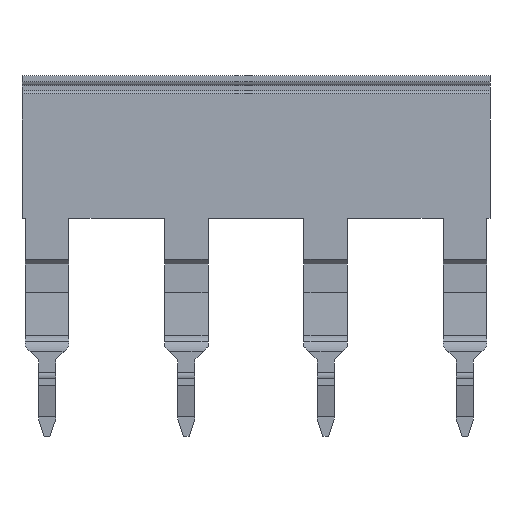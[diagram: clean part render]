
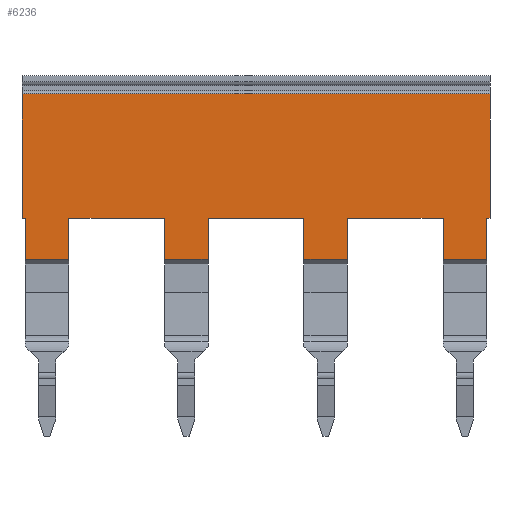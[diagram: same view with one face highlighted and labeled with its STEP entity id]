
A CAD part, front view. The second image highlights one B-rep face of the part: STEP entity #6236.
In plain terms, the highlighted planar face has unit normal (0, -1, 0).
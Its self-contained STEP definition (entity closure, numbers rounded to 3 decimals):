
#6095=AXIS2_PLACEMENT_3D('Plane Axis2P3D',#6092,#6093,#6094) ;
#5587=CARTESIAN_POINT('Vertex',(41.,0.4,30.)) ;
#5590=CARTESIAN_POINT('Line Origine',(41.,0.4,24.55)) ;
#5594=CARTESIAN_POINT('Vertex',(41.,0.4,19.1)) ;
#5656=CARTESIAN_POINT('Vertex',(0.,0.4,19.1)) ;
#5659=CARTESIAN_POINT('Line Origine',(0.,0.4,24.55)) ;
#5663=CARTESIAN_POINT('Vertex',(0.,0.4,30.)) ;
#6080=CARTESIAN_POINT('Line Origine',(20.5,0.4,30.)) ;
#6092=CARTESIAN_POINT('Axis2P3D Location',(0.,0.4,15.5)) ;
#6097=CARTESIAN_POINT('Line Origine',(28.5,0.4,17.3)) ;
#6101=CARTESIAN_POINT('Vertex',(28.5,0.4,15.5)) ;
#6103=CARTESIAN_POINT('Vertex',(28.5,0.4,19.1)) ;
#6106=CARTESIAN_POINT('Line Origine',(32.7,0.4,19.1)) ;
#6110=CARTESIAN_POINT('Vertex',(36.9,0.4,19.1)) ;
#6113=CARTESIAN_POINT('Line Origine',(36.9,0.4,17.3)) ;
#6117=CARTESIAN_POINT('Vertex',(36.9,0.4,15.5)) ;
#6120=CARTESIAN_POINT('Line Origine',(38.8,0.4,15.5)) ;
#6124=CARTESIAN_POINT('Vertex',(40.7,0.4,15.5)) ;
#6127=CARTESIAN_POINT('Line Origine',(40.7,0.4,17.3)) ;
#6131=CARTESIAN_POINT('Vertex',(40.7,0.4,19.1)) ;
#6134=CARTESIAN_POINT('Line Origine',(40.85,0.4,19.1)) ;
#6139=CARTESIAN_POINT('Line Origine',(0.15,0.4,19.1)) ;
#6143=CARTESIAN_POINT('Vertex',(0.3,0.4,19.1)) ;
#6146=CARTESIAN_POINT('Line Origine',(0.3,0.4,17.3)) ;
#6150=CARTESIAN_POINT('Vertex',(0.3,0.4,15.5)) ;
#6153=CARTESIAN_POINT('Line Origine',(2.2,0.4,15.5)) ;
#6157=CARTESIAN_POINT('Vertex',(4.1,0.4,15.5)) ;
#6160=CARTESIAN_POINT('Line Origine',(4.1,0.4,17.3)) ;
#6164=CARTESIAN_POINT('Vertex',(4.1,0.4,19.1)) ;
#6167=CARTESIAN_POINT('Line Origine',(8.3,0.4,19.1)) ;
#6171=CARTESIAN_POINT('Vertex',(12.5,0.4,19.1)) ;
#6174=CARTESIAN_POINT('Line Origine',(12.5,0.4,17.3)) ;
#6178=CARTESIAN_POINT('Vertex',(12.5,0.4,15.5)) ;
#6181=CARTESIAN_POINT('Line Origine',(14.4,0.4,15.5)) ;
#6185=CARTESIAN_POINT('Vertex',(16.3,0.4,15.5)) ;
#6188=CARTESIAN_POINT('Line Origine',(16.3,0.4,17.3)) ;
#6192=CARTESIAN_POINT('Vertex',(16.3,0.4,19.1)) ;
#6195=CARTESIAN_POINT('Line Origine',(20.5,0.4,19.1)) ;
#6199=CARTESIAN_POINT('Vertex',(24.7,0.4,19.1)) ;
#6202=CARTESIAN_POINT('Line Origine',(24.7,0.4,17.3)) ;
#6206=CARTESIAN_POINT('Vertex',(24.7,0.4,15.5)) ;
#6209=CARTESIAN_POINT('Line Origine',(26.6,0.4,15.5)) ;
#5591=DIRECTION('Vector Direction',(0.,0.,1.)) ;
#5660=DIRECTION('Vector Direction',(0.,0.,1.)) ;
#6081=DIRECTION('Vector Direction',(1.,0.,0.)) ;
#6093=DIRECTION('Axis2P3D Direction',(0.,1.,0.)) ;
#6094=DIRECTION('Axis2P3D XDirection',(0.,0.,1.)) ;
#6098=DIRECTION('Vector Direction',(0.,0.,1.)) ;
#6107=DIRECTION('Vector Direction',(-1.,0.,0.)) ;
#6114=DIRECTION('Vector Direction',(0.,0.,1.)) ;
#6121=DIRECTION('Vector Direction',(1.,0.,0.)) ;
#6128=DIRECTION('Vector Direction',(0.,0.,1.)) ;
#6135=DIRECTION('Vector Direction',(-1.,0.,0.)) ;
#6140=DIRECTION('Vector Direction',(-1.,0.,0.)) ;
#6147=DIRECTION('Vector Direction',(0.,0.,1.)) ;
#6154=DIRECTION('Vector Direction',(1.,0.,0.)) ;
#6161=DIRECTION('Vector Direction',(0.,0.,1.)) ;
#6168=DIRECTION('Vector Direction',(-1.,0.,0.)) ;
#6175=DIRECTION('Vector Direction',(0.,0.,1.)) ;
#6182=DIRECTION('Vector Direction',(1.,0.,0.)) ;
#6189=DIRECTION('Vector Direction',(0.,0.,1.)) ;
#6196=DIRECTION('Vector Direction',(-1.,0.,0.)) ;
#6203=DIRECTION('Vector Direction',(0.,0.,1.)) ;
#6210=DIRECTION('Vector Direction',(1.,0.,0.)) ;
#5592=VECTOR('Line Direction',#5591,1.) ;
#5661=VECTOR('Line Direction',#5660,1.) ;
#6082=VECTOR('Line Direction',#6081,1.) ;
#6099=VECTOR('Line Direction',#6098,1.) ;
#6108=VECTOR('Line Direction',#6107,1.) ;
#6115=VECTOR('Line Direction',#6114,1.) ;
#6122=VECTOR('Line Direction',#6121,1.) ;
#6129=VECTOR('Line Direction',#6128,1.) ;
#6136=VECTOR('Line Direction',#6135,1.) ;
#6141=VECTOR('Line Direction',#6140,1.) ;
#6148=VECTOR('Line Direction',#6147,1.) ;
#6155=VECTOR('Line Direction',#6154,1.) ;
#6162=VECTOR('Line Direction',#6161,1.) ;
#6169=VECTOR('Line Direction',#6168,1.) ;
#6176=VECTOR('Line Direction',#6175,1.) ;
#6183=VECTOR('Line Direction',#6182,1.) ;
#6190=VECTOR('Line Direction',#6189,1.) ;
#6197=VECTOR('Line Direction',#6196,1.) ;
#6204=VECTOR('Line Direction',#6203,1.) ;
#6211=VECTOR('Line Direction',#6210,1.) ;
#6215=ORIENTED_EDGE('',*,*,#6105,.T.) ;
#6216=ORIENTED_EDGE('',*,*,#6112,.F.) ;
#6217=ORIENTED_EDGE('',*,*,#6119,.F.) ;
#6218=ORIENTED_EDGE('',*,*,#6126,.T.) ;
#6219=ORIENTED_EDGE('',*,*,#6133,.T.) ;
#6220=ORIENTED_EDGE('',*,*,#6138,.F.) ;
#6221=ORIENTED_EDGE('',*,*,#5596,.F.) ;
#6222=ORIENTED_EDGE('',*,*,#6084,.F.) ;
#6223=ORIENTED_EDGE('',*,*,#5665,.T.) ;
#6224=ORIENTED_EDGE('',*,*,#6145,.F.) ;
#6225=ORIENTED_EDGE('',*,*,#6152,.F.) ;
#6226=ORIENTED_EDGE('',*,*,#6159,.T.) ;
#6227=ORIENTED_EDGE('',*,*,#6166,.T.) ;
#6228=ORIENTED_EDGE('',*,*,#6173,.F.) ;
#6229=ORIENTED_EDGE('',*,*,#6180,.F.) ;
#6230=ORIENTED_EDGE('',*,*,#6187,.T.) ;
#6231=ORIENTED_EDGE('',*,*,#6194,.T.) ;
#6232=ORIENTED_EDGE('',*,*,#6201,.F.) ;
#6233=ORIENTED_EDGE('',*,*,#6208,.F.) ;
#6234=ORIENTED_EDGE('',*,*,#6213,.T.) ;
#6236=ADVANCED_FACE('V2',(#6235),#6096,.F.) ;
#5596=EDGE_CURVE('',#5588,#5595,#5593,.F.) ;
#5665=EDGE_CURVE('',#5664,#5657,#5662,.F.) ;
#6084=EDGE_CURVE('',#5664,#5588,#6083,.T.) ;
#6105=EDGE_CURVE('',#6102,#6104,#6100,.T.) ;
#6112=EDGE_CURVE('',#6111,#6104,#6109,.T.) ;
#6119=EDGE_CURVE('',#6118,#6111,#6116,.T.) ;
#6126=EDGE_CURVE('',#6118,#6125,#6123,.T.) ;
#6133=EDGE_CURVE('',#6125,#6132,#6130,.T.) ;
#6138=EDGE_CURVE('',#5595,#6132,#6137,.T.) ;
#6145=EDGE_CURVE('',#6144,#5657,#6142,.T.) ;
#6152=EDGE_CURVE('',#6151,#6144,#6149,.T.) ;
#6159=EDGE_CURVE('',#6151,#6158,#6156,.T.) ;
#6166=EDGE_CURVE('',#6158,#6165,#6163,.T.) ;
#6173=EDGE_CURVE('',#6172,#6165,#6170,.T.) ;
#6180=EDGE_CURVE('',#6179,#6172,#6177,.T.) ;
#6187=EDGE_CURVE('',#6179,#6186,#6184,.T.) ;
#6194=EDGE_CURVE('',#6186,#6193,#6191,.T.) ;
#6201=EDGE_CURVE('',#6200,#6193,#6198,.T.) ;
#6208=EDGE_CURVE('',#6207,#6200,#6205,.T.) ;
#6213=EDGE_CURVE('',#6207,#6102,#6212,.T.) ;
#6214=EDGE_LOOP('',(#6215,#6216,#6217,#6218,#6219,#6220,#6221,#6222,#6223,#6224,#6225,#6226,#6227,#6228,#6229,#6230,#6231,#6232,#6233,#6234)) ;
#6235=FACE_OUTER_BOUND('',#6214,.T.) ;
#5593=LINE('Line',#5590,#5592) ;
#5662=LINE('Line',#5659,#5661) ;
#6083=LINE('Line',#6080,#6082) ;
#6100=LINE('Line',#6097,#6099) ;
#6109=LINE('Line',#6106,#6108) ;
#6116=LINE('Line',#6113,#6115) ;
#6123=LINE('Line',#6120,#6122) ;
#6130=LINE('Line',#6127,#6129) ;
#6137=LINE('Line',#6134,#6136) ;
#6142=LINE('Line',#6139,#6141) ;
#6149=LINE('Line',#6146,#6148) ;
#6156=LINE('Line',#6153,#6155) ;
#6163=LINE('Line',#6160,#6162) ;
#6170=LINE('Line',#6167,#6169) ;
#6177=LINE('Line',#6174,#6176) ;
#6184=LINE('Line',#6181,#6183) ;
#6191=LINE('Line',#6188,#6190) ;
#6198=LINE('Line',#6195,#6197) ;
#6205=LINE('Line',#6202,#6204) ;
#6212=LINE('Line',#6209,#6211) ;
#6096=PLANE('',#6095) ;
#5588=VERTEX_POINT('',#5587) ;
#5595=VERTEX_POINT('',#5594) ;
#5657=VERTEX_POINT('',#5656) ;
#5664=VERTEX_POINT('',#5663) ;
#6102=VERTEX_POINT('',#6101) ;
#6104=VERTEX_POINT('',#6103) ;
#6111=VERTEX_POINT('',#6110) ;
#6118=VERTEX_POINT('',#6117) ;
#6125=VERTEX_POINT('',#6124) ;
#6132=VERTEX_POINT('',#6131) ;
#6144=VERTEX_POINT('',#6143) ;
#6151=VERTEX_POINT('',#6150) ;
#6158=VERTEX_POINT('',#6157) ;
#6165=VERTEX_POINT('',#6164) ;
#6172=VERTEX_POINT('',#6171) ;
#6179=VERTEX_POINT('',#6178) ;
#6186=VERTEX_POINT('',#6185) ;
#6193=VERTEX_POINT('',#6192) ;
#6200=VERTEX_POINT('',#6199) ;
#6207=VERTEX_POINT('',#6206) ;
